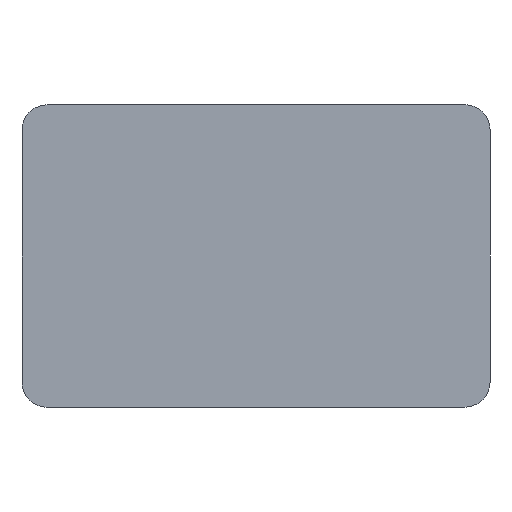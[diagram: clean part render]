
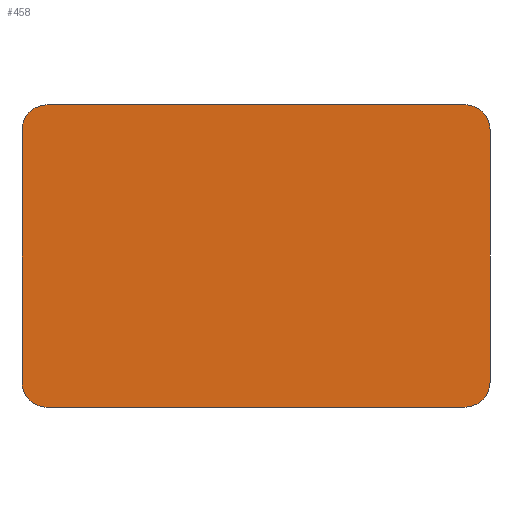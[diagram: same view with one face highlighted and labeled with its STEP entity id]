
A CAD part, front view. The second image highlights one B-rep face of the part: STEP entity #458.
In plain terms, the highlighted planar face has unit normal (0, -1, 0).
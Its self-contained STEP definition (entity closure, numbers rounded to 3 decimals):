
#4 = ORIENTED_EDGE ( 'NONE', *, *, #987, .T. ) ;
#66 = LINE ( 'NONE', #782, #648 ) ;
#68 = EDGE_LOOP ( 'NONE', ( #634, #304, #981, #664, #1409, #1087, #1246, #4 ) ) ;
#86 = CARTESIAN_POINT ( 'NONE',  ( 58.004, 0., 42. ) ) ;
#91 = CARTESIAN_POINT ( 'NONE',  ( 62.103, 0., 42. ) ) ;
#111 = CARTESIAN_POINT ( 'NONE',  ( -65., 0., 35.004 ) ) ;
#146 = EDGE_CURVE ( 'NONE', #1131, #273, #911, .T. ) ;
#156 = PLANE ( 'NONE',  #1033 ) ;
#161 = CARTESIAN_POINT ( 'NONE',  ( 65., 0., 39.103 ) ) ;
#185 = CARTESIAN_POINT ( 'NONE',  ( 62.103, 0., -42. ) ) ;
#194 = CARTESIAN_POINT ( 'NONE',  ( -65., 0., -35.004 ) ) ;
#209 = CARTESIAN_POINT ( 'NONE',  ( -65., 0., 42. ) ) ;
#212 = EDGE_CURVE ( 'NONE', #463, #714, #785, .T. ) ;
#272 = CARTESIAN_POINT ( 'NONE',  ( 65., 0., -42. ) ) ;
#273 = VERTEX_POINT ( 'NONE', #1294 ) ;
#288 = VECTOR ( 'NONE', #660, 1000. ) ;
#304 = ORIENTED_EDGE ( 'NONE', *, *, #575, .T. ) ;
#335 = CARTESIAN_POINT ( 'NONE',  ( -58.004, 0., -42. ) ) ;
#368 = EDGE_CURVE ( 'NONE', #463, #784, #66, .T. ) ;
#454 = CARTESIAN_POINT ( 'NONE',  ( -65., 0., 39.103 ) ) ;
#458 = ADVANCED_FACE ( 'NONE', ( #617 ), #156, .F. ) ;
#463 = VERTEX_POINT ( 'NONE', #1082 ) ;
#556 = CARTESIAN_POINT ( 'NONE',  ( 58.004, 0., -42. ) ) ;
#559 = CARTESIAN_POINT ( 'NONE',  ( 58.004, 0., 42. ) ) ;
#573 = DIRECTION ( 'NONE',  ( 0., 0., -1. ) ) ;
#575 = EDGE_CURVE ( 'NONE', #1330, #273, #989, .T. ) ;
#587 = CARTESIAN_POINT ( 'NONE',  ( -58.004, 0., 42. ) ) ;
#617 = FACE_OUTER_BOUND ( 'NONE', #68, .T. ) ;
#629 = CARTESIAN_POINT ( 'NONE',  ( -65., 0., 35.004 ) ) ;
#634 = ORIENTED_EDGE ( 'NONE', *, *, #1034, .F. ) ;
#648 = VECTOR ( 'NONE', #654, 1000. ) ;
#654 = DIRECTION ( 'NONE',  ( 1., 0., 0. ) ) ;
#660 = DIRECTION ( 'NONE',  ( 0., 0., 1. ) ) ;
#663 = CARTESIAN_POINT ( 'NONE',  ( 65., 0., -39.103 ) ) ;
#664 = ORIENTED_EDGE ( 'NONE', *, *, #1003, .T. ) ;
#714 = VERTEX_POINT ( 'NONE', #629 ) ;
#725 = DIRECTION ( 'NONE',  ( 0., 0., 1. ) ) ;
#770 = VERTEX_POINT ( 'NONE', #194 ) ;
#779 = CARTESIAN_POINT ( 'NONE',  ( 65., 0., 35.004 ) ) ;
#782 = CARTESIAN_POINT ( 'NONE',  ( 65., 0., 42. ) ) ;
#784 = VERTEX_POINT ( 'NONE', #559 ) ;
#785 =( BOUNDED_CURVE ( )  B_SPLINE_CURVE ( 3, ( #587, #1169, #454, #111 ),
 .UNSPECIFIED., .F., .T. ) 
 B_SPLINE_CURVE_WITH_KNOTS ( ( 4, 4 ),
 ( 5.498, 7.068 ),
 .UNSPECIFIED. ) 
 CURVE ( )  GEOMETRIC_REPRESENTATION_ITEM ( )  RATIONAL_B_SPLINE_CURVE ( ( 1., 0.805, 0.805, 1. ) ) 
 REPRESENTATION_ITEM ( '' )  );
#802 = CARTESIAN_POINT ( 'NONE',  ( -65., 0., -35.004 ) ) ;
#890 =( BOUNDED_CURVE ( )  B_SPLINE_CURVE ( 3, ( #802, #1038, #903, #1363 ),
 .UNSPECIFIED., .F., .T. ) 
 B_SPLINE_CURVE_WITH_KNOTS ( ( 4, 4 ),
 ( 5.498, 7.068 ),
 .UNSPECIFIED. ) 
 CURVE ( )  GEOMETRIC_REPRESENTATION_ITEM ( )  RATIONAL_B_SPLINE_CURVE ( ( 1., 0.805, 0.805, 1. ) ) 
 REPRESENTATION_ITEM ( '' )  );
#903 = CARTESIAN_POINT ( 'NONE',  ( -62.103, 0., -42. ) ) ;
#911 = LINE ( 'NONE', #1274, #1346 ) ;
#916 = CARTESIAN_POINT ( 'NONE',  ( 58.004, 0., -42. ) ) ;
#923 = LINE ( 'NONE', #272, #1417 ) ;
#957 = VERTEX_POINT ( 'NONE', #335 ) ;
#981 = ORIENTED_EDGE ( 'NONE', *, *, #146, .F. ) ;
#987 = EDGE_CURVE ( 'NONE', #770, #957, #890, .T. ) ;
#988 = CARTESIAN_POINT ( 'NONE',  ( 65., 0., 35.004 ) ) ;
#989 =( BOUNDED_CURVE ( )  B_SPLINE_CURVE ( 3, ( #556, #185, #663, #1040 ),
 .UNSPECIFIED., .F., .T. ) 
 B_SPLINE_CURVE_WITH_KNOTS ( ( 4, 4 ),
 ( 5.498, 7.068 ),
 .UNSPECIFIED. ) 
 CURVE ( )  GEOMETRIC_REPRESENTATION_ITEM ( )  RATIONAL_B_SPLINE_CURVE ( ( 1., 0.805, 0.805, 1. ) ) 
 REPRESENTATION_ITEM ( '' )  );
#1003 = EDGE_CURVE ( 'NONE', #1131, #784, #1143, .T. ) ;
#1033 = AXIS2_PLACEMENT_3D ( 'NONE', #1324, #1445, #725 ) ;
#1034 = EDGE_CURVE ( 'NONE', #1330, #957, #923, .T. ) ;
#1038 = CARTESIAN_POINT ( 'NONE',  ( -65., 0., -39.103 ) ) ;
#1040 = CARTESIAN_POINT ( 'NONE',  ( 65., 0., -35.004 ) ) ;
#1082 = CARTESIAN_POINT ( 'NONE',  ( -58.004, 0., 42. ) ) ;
#1087 = ORIENTED_EDGE ( 'NONE', *, *, #212, .T. ) ;
#1100 = EDGE_CURVE ( 'NONE', #770, #714, #1485, .T. ) ;
#1102 = DIRECTION ( 'NONE',  ( -1., 0., 0. ) ) ;
#1131 = VERTEX_POINT ( 'NONE', #779 ) ;
#1143 =( BOUNDED_CURVE ( )  B_SPLINE_CURVE ( 3, ( #988, #161, #91, #86 ),
 .UNSPECIFIED., .F., .T. ) 
 B_SPLINE_CURVE_WITH_KNOTS ( ( 4, 4 ),
 ( 5.498, 7.068 ),
 .UNSPECIFIED. ) 
 CURVE ( )  GEOMETRIC_REPRESENTATION_ITEM ( )  RATIONAL_B_SPLINE_CURVE ( ( 1., 0.805, 0.805, 1. ) ) 
 REPRESENTATION_ITEM ( '' )  );
#1169 = CARTESIAN_POINT ( 'NONE',  ( -62.103, 0., 42. ) ) ;
#1246 = ORIENTED_EDGE ( 'NONE', *, *, #1100, .F. ) ;
#1274 = CARTESIAN_POINT ( 'NONE',  ( 65., 0., 42. ) ) ;
#1294 = CARTESIAN_POINT ( 'NONE',  ( 65., 0., -35.004 ) ) ;
#1324 = CARTESIAN_POINT ( 'NONE',  ( 0., 0., 0. ) ) ;
#1330 = VERTEX_POINT ( 'NONE', #916 ) ;
#1346 = VECTOR ( 'NONE', #573, 1000. ) ;
#1363 = CARTESIAN_POINT ( 'NONE',  ( -58.004, 0., -42. ) ) ;
#1409 = ORIENTED_EDGE ( 'NONE', *, *, #368, .F. ) ;
#1417 = VECTOR ( 'NONE', #1102, 1000. ) ;
#1445 = DIRECTION ( 'NONE',  ( 0., 1., 0. ) ) ;
#1485 = LINE ( 'NONE', #209, #288 ) ;
